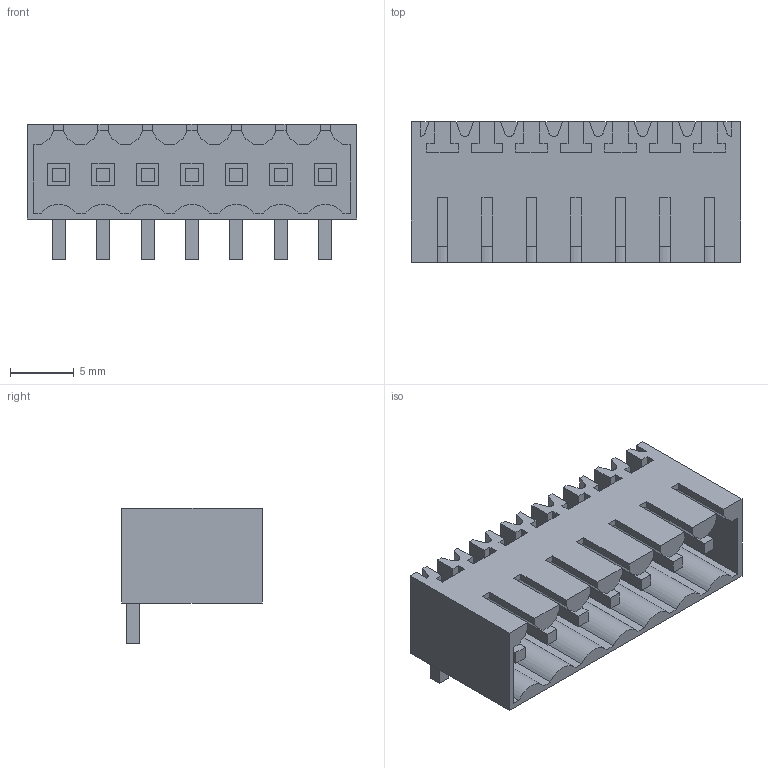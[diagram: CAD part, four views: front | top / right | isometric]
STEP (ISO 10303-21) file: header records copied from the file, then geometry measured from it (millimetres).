
FILE_DESCRIPTION(('CATIA V5 STEP Exchange','CAx-IF Rec.Pracs.--- Model Styling and Organization---1.2---2011-12-15'),'2;1');
FILE_NAME ('D1453221_0_1605120000_1605120000.stp','2018-03-06T11:55:05+00:00',('none'),('Weidmueller'),'CATIA Version 5-6 Release 2014','CATIA V5 STEP AP214','none');
FILE_SCHEMA(('AUTOMOTIVE_DESIGN { 1 0 10303 214 1 1 1 1 }'));
Length unit declared in the file: millimetre
Products named in the file (1): 1605120000
Bounding box: 25.9 x 11.05 x 10.65 mm (x, y, z)
Volume: 962.8 mm3; surface area: 2663.5 mm2
Topology: 8 solids, 8 shells, 406 faces, 1234 edges, 844 vertices
Faces by surface type: plane 377, cylinder 29
Entity records: 12800 total; most frequent: ORIENTED_EDGE 2468, CARTESIAN_POINT 2313, DIRECTION 1702, EDGE_CURVE 1234, VECTOR 1164, LINE 1164, VERTEX_POINT 844, EDGE_LOOP 420
